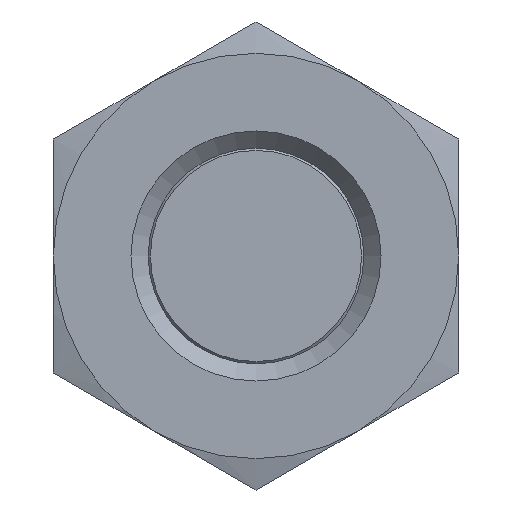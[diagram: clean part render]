
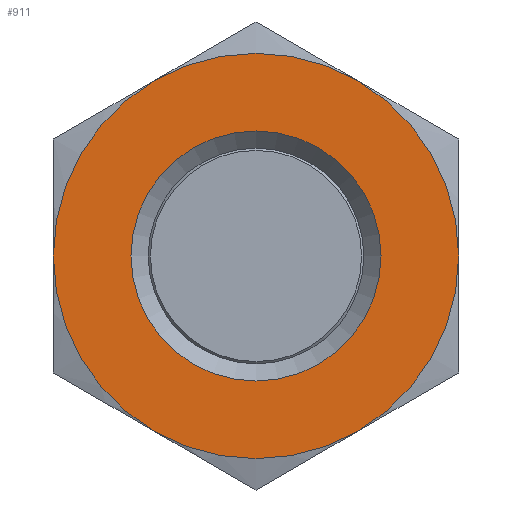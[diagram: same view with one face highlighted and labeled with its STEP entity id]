
A CAD part, left-side view. The second image highlights one B-rep face of the part: STEP entity #911.
In plain terms, the highlighted planar face has unit normal (-1, 0, 0).
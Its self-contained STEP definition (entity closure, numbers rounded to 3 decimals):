
#169=CARTESIAN_POINT('',(0.0,-4.01,0.));
#170=VERTEX_POINT('',#169);
#171=CARTESIAN_POINT('',(0.0,0.0,0.0));
#172=DIRECTION('',(-1.0,0.0,0.0));
#173=DIRECTION('',(0.0,1.0,0.0));
#174=AXIS2_PLACEMENT_3D('',#171,#172,#173);
#175=CIRCLE('',#174,4.01);
#176=EDGE_CURVE('',#170,#170,#175,.T.);
#254=CARTESIAN_POINT('',(0.0,-3.25,5.629));
#255=VERTEX_POINT('',#254);
#338=CARTESIAN_POINT('',(0.0,-3.25,-5.629));
#339=VERTEX_POINT('',#338);
#413=CARTESIAN_POINT('',(0.0,-6.5,0.0));
#414=VERTEX_POINT('',#413);
#494=CARTESIAN_POINT('',(0.0,3.25,-5.629));
#495=VERTEX_POINT('',#494);
#569=CARTESIAN_POINT('',(0.0,6.5,0.));
#570=VERTEX_POINT('',#569);
#642=CARTESIAN_POINT('',(0.0,3.25,5.629));
#643=VERTEX_POINT('',#642);
#782=CARTESIAN_POINT('',(0.0,0.0,0.0));
#783=DIRECTION('',(-1.0,0.0,0.0));
#784=DIRECTION('',(0.0,1.0,0.0));
#785=AXIS2_PLACEMENT_3D('',#782,#783,#784);
#786=CIRCLE('',#785,6.5);
#787=EDGE_CURVE('',#414,#255,#786,.T.);
#799=CARTESIAN_POINT('',(0.0,0.0,0.0));
#800=DIRECTION('',(-1.0,0.0,0.0));
#801=DIRECTION('',(0.0,1.0,0.0));
#802=AXIS2_PLACEMENT_3D('',#799,#800,#801);
#803=CIRCLE('',#802,6.5);
#804=EDGE_CURVE('',#255,#643,#803,.T.);
#816=CARTESIAN_POINT('',(0.0,0.0,0.0));
#817=DIRECTION('',(-1.0,0.0,0.0));
#818=DIRECTION('',(0.0,1.0,0.0));
#819=AXIS2_PLACEMENT_3D('',#816,#817,#818);
#820=CIRCLE('',#819,6.5);
#821=EDGE_CURVE('',#643,#570,#820,.T.);
#834=CARTESIAN_POINT('',(0.0,0.0,0.0));
#835=DIRECTION('',(-1.0,0.0,0.0));
#836=DIRECTION('',(0.0,1.0,0.0));
#837=AXIS2_PLACEMENT_3D('',#834,#835,#836);
#838=CIRCLE('',#837,6.5);
#839=EDGE_CURVE('',#570,#495,#838,.T.);
#851=CARTESIAN_POINT('',(0.0,0.0,0.0));
#852=DIRECTION('',(-1.0,0.0,0.0));
#853=DIRECTION('',(0.0,1.0,0.0));
#854=AXIS2_PLACEMENT_3D('',#851,#852,#853);
#855=CIRCLE('',#854,6.5);
#856=EDGE_CURVE('',#495,#339,#855,.T.);
#868=CARTESIAN_POINT('',(0.0,0.0,0.0));
#869=DIRECTION('',(-1.0,0.0,0.0));
#870=DIRECTION('',(0.0,1.0,0.0));
#871=AXIS2_PLACEMENT_3D('',#868,#869,#870);
#872=CIRCLE('',#871,6.5);
#873=EDGE_CURVE('',#339,#414,#872,.T.);
#895=CARTESIAN_POINT('',(0.0,5.255,0.));
#896=DIRECTION('',(-1.0,0.0,0.0));
#897=DIRECTION('',(0.0,0.0,1.0));
#898=AXIS2_PLACEMENT_3D('',#895,#896,#897);
#899=PLANE('',#898);
#900=ORIENTED_EDGE('',*,*,#839,.T.);
#901=ORIENTED_EDGE('',*,*,#856,.T.);
#902=ORIENTED_EDGE('',*,*,#873,.T.);
#903=ORIENTED_EDGE('',*,*,#787,.T.);
#904=ORIENTED_EDGE('',*,*,#804,.T.);
#905=ORIENTED_EDGE('',*,*,#821,.T.);
#906=EDGE_LOOP('',(#900,#901,#902,#903,#904,#905));
#907=FACE_OUTER_BOUND('',#906,.T.);
#908=ORIENTED_EDGE('',*,*,#176,.F.);
#909=EDGE_LOOP('',(#908));
#910=FACE_BOUND('',#909,.T.);
#911=ADVANCED_FACE('',(#907,#910),#899,.T.);
